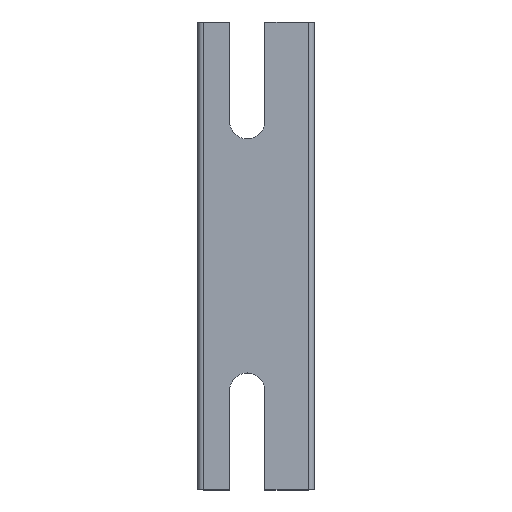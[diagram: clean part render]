
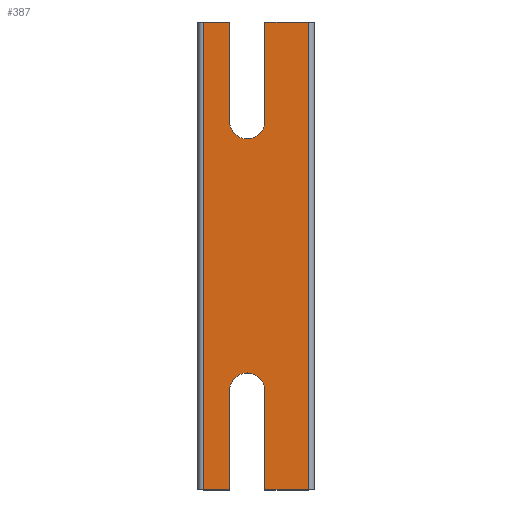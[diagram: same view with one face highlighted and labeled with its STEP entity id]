
A CAD part, top view. The second image highlights one B-rep face of the part: STEP entity #387.
In plain terms, the highlighted planar face has unit normal (0, 0, 1).
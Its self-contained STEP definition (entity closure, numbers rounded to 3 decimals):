
#80=CIRCLE('',#421,3.);
#81=CIRCLE('',#422,3.);
#102=ORIENTED_EDGE('',*,*,#198,.F.);
#103=ORIENTED_EDGE('',*,*,#199,.T.);
#104=ORIENTED_EDGE('',*,*,#200,.T.);
#105=ORIENTED_EDGE('',*,*,#201,.F.);
#106=ORIENTED_EDGE('',*,*,#202,.T.);
#107=ORIENTED_EDGE('',*,*,#203,.T.);
#108=ORIENTED_EDGE('',*,*,#204,.T.);
#109=ORIENTED_EDGE('',*,*,#205,.F.);
#110=ORIENTED_EDGE('',*,*,#206,.T.);
#111=ORIENTED_EDGE('',*,*,#207,.T.);
#112=ORIENTED_EDGE('',*,*,#208,.F.);
#113=ORIENTED_EDGE('',*,*,#209,.F.);
#198=EDGE_CURVE('',#246,#247,#276,.T.);
#199=EDGE_CURVE('',#246,#248,#277,.T.);
#200=EDGE_CURVE('',#248,#249,#278,.F.);
#201=EDGE_CURVE('',#250,#249,#279,.T.);
#202=EDGE_CURVE('',#250,#251,#280,.T.);
#203=EDGE_CURVE('',#251,#252,#80,.T.);
#204=EDGE_CURVE('',#252,#253,#281,.T.);
#205=EDGE_CURVE('',#254,#253,#282,.T.);
#206=EDGE_CURVE('',#254,#255,#283,.T.);
#207=EDGE_CURVE('',#255,#256,#284,.T.);
#208=EDGE_CURVE('',#257,#256,#285,.T.);
#209=EDGE_CURVE('',#247,#257,#81,.F.);
#246=VERTEX_POINT('',#621);
#247=VERTEX_POINT('',#622);
#248=VERTEX_POINT('',#624);
#249=VERTEX_POINT('',#626);
#250=VERTEX_POINT('',#628);
#251=VERTEX_POINT('',#630);
#252=VERTEX_POINT('',#632);
#253=VERTEX_POINT('',#634);
#254=VERTEX_POINT('',#636);
#255=VERTEX_POINT('',#638);
#256=VERTEX_POINT('',#640);
#257=VERTEX_POINT('',#642);
#276=LINE('',#620,#312);
#277=LINE('',#623,#313);
#278=LINE('',#625,#314);
#279=LINE('',#627,#315);
#280=LINE('',#629,#316);
#281=LINE('',#633,#317);
#282=LINE('',#635,#318);
#283=LINE('',#637,#319);
#284=LINE('',#639,#320);
#285=LINE('',#641,#321);
#312=VECTOR('',#483,1000.);
#313=VECTOR('',#484,1000.);
#314=VECTOR('',#485,1000.);
#315=VECTOR('',#486,1000.);
#316=VECTOR('',#487,1000.);
#317=VECTOR('',#490,1000.);
#318=VECTOR('',#491,1000.);
#319=VECTOR('',#492,1000.);
#320=VECTOR('',#493,1000.);
#321=VECTOR('',#494,1000.);
#339=EDGE_LOOP('',(#102,#103,#104,#105,#106,#107,#108,#109,#110,#111,#112,
#113));
#357=FACE_BOUND('',#339,.T.);
#375=PLANE('',#420);
#387=ADVANCED_FACE('',(#357),#375,.F.);
#420=AXIS2_PLACEMENT_3D('',#619,#481,#482);
#421=AXIS2_PLACEMENT_3D('',#631,#488,#489);
#422=AXIS2_PLACEMENT_3D('',#643,#495,#496);
#481=DIRECTION('',(0.,0.,-1.));
#482=DIRECTION('',(-1.,0.,0.));
#483=DIRECTION('',(0.,-1.,0.));
#484=DIRECTION('',(-1.,0.,0.));
#485=DIRECTION('',(0.,1.,0.));
#486=DIRECTION('',(-1.,0.,0.));
#487=DIRECTION('',(0.,1.,0.));
#488=DIRECTION('',(0.,0.,-1.));
#489=DIRECTION('',(-1.,0.,0.));
#490=DIRECTION('',(0.,-1.,0.));
#491=DIRECTION('',(-1.,0.,0.));
#492=DIRECTION('',(0.,1.,0.));
#493=DIRECTION('',(-1.,0.,0.));
#494=DIRECTION('',(0.,1.,0.));
#495=DIRECTION('',(0.,0.,-1.));
#496=DIRECTION('',(-1.,0.,0.));
#619=CARTESIAN_POINT('',(20.,-80.,2.75));
#620=CARTESIAN_POINT('',(5.5,-80.,2.75));
#621=CARTESIAN_POINT('',(5.5,0.,2.75));
#622=CARTESIAN_POINT('',(5.5,-17.,2.75));
#623=CARTESIAN_POINT('',(20.,0.,2.75));
#624=CARTESIAN_POINT('',(1.,0.,2.75));
#625=CARTESIAN_POINT('',(1.,-80.,2.75));
#626=CARTESIAN_POINT('',(1.,-80.,2.75));
#627=CARTESIAN_POINT('',(20.,-80.,2.75));
#628=CARTESIAN_POINT('',(5.5,-80.,2.75));
#629=CARTESIAN_POINT('',(5.5,-80.,2.75));
#630=CARTESIAN_POINT('',(5.5,-63.,2.75));
#631=CARTESIAN_POINT('',(8.5,-63.,2.75));
#632=CARTESIAN_POINT('',(11.5,-63.,2.75));
#633=CARTESIAN_POINT('',(11.5,-80.,2.75));
#634=CARTESIAN_POINT('',(11.5,-80.,2.75));
#635=CARTESIAN_POINT('',(20.,-80.,2.75));
#636=CARTESIAN_POINT('',(19.,-80.,2.75));
#637=CARTESIAN_POINT('',(19.,-80.,2.75));
#638=CARTESIAN_POINT('',(19.,0.,2.75));
#639=CARTESIAN_POINT('',(20.,0.,2.75));
#640=CARTESIAN_POINT('',(11.5,0.,2.75));
#641=CARTESIAN_POINT('',(11.5,-80.,2.75));
#642=CARTESIAN_POINT('',(11.5,-17.,2.75));
#643=CARTESIAN_POINT('',(8.5,-17.,2.75));
